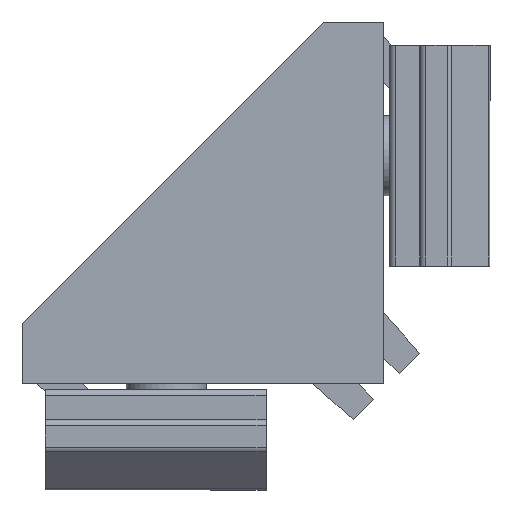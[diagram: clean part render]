
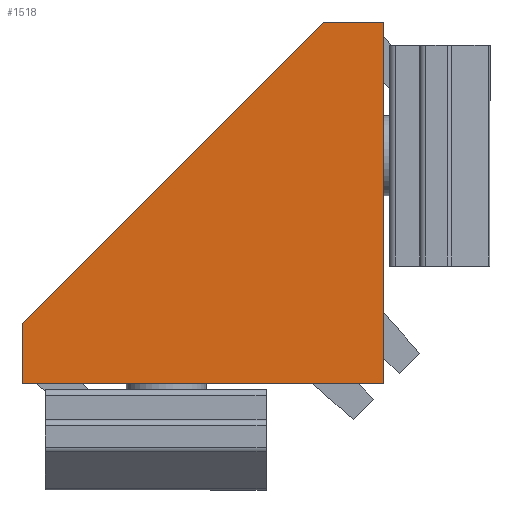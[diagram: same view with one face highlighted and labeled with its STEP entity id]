
A CAD part, front view. The second image highlights one B-rep face of the part: STEP entity #1518.
In plain terms, the highlighted planar face has unit normal (0, -1, 0).
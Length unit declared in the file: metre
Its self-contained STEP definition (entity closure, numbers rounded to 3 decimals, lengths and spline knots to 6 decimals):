
#190=ORIENTED_EDGE('',*,*,#564,.T.);
#191=ORIENTED_EDGE('',*,*,#592,.T.);
#192=ORIENTED_EDGE('',*,*,#595,.T.);
#193=ORIENTED_EDGE('',*,*,#597,.T.);
#194=ORIENTED_EDGE('',*,*,#546,.T.);
#546=EDGE_CURVE('',#758,#757,#899,.T.);
#564=EDGE_CURVE('',#757,#772,#913,.T.);
#592=EDGE_CURVE('',#772,#793,#937,.T.);
#595=EDGE_CURVE('',#793,#794,#940,.T.);
#597=EDGE_CURVE('',#794,#758,#942,.T.);
#757=VERTEX_POINT('',#2270);
#758=VERTEX_POINT('',#2272);
#772=VERTEX_POINT('',#2304);
#793=VERTEX_POINT('',#2357);
#794=VERTEX_POINT('',#2362);
#899=LINE('',#2271,#1063);
#913=LINE('',#2305,#1077);
#937=LINE('',#2358,#1101);
#940=LINE('',#2363,#1104);
#942=LINE('',#2366,#1106);
#1063=VECTOR('',#1810,1.);
#1077=VECTOR('',#1834,1.);
#1101=VECTOR('',#1874,1.);
#1104=VECTOR('',#1879,1.);
#1106=VECTOR('',#1883,1.);
#1235=EDGE_LOOP('',(#190,#191,#192,#193,#194));
#1345=FACE_BOUND('',#1235,.T.);
#1448=PLANE('',#1666);
#1518=ADVANCED_FACE('',(#1345),#1448,.F.);
#1666=AXIS2_PLACEMENT_3D('',#2367,#1884,#1885);
#1810=DIRECTION('',(0.,0.,-1.));
#1834=DIRECTION('',(1.,0.,0.));
#1874=DIRECTION('',(0.,0.,1.));
#1879=DIRECTION('',(-0.707,0.,0.707));
#1883=DIRECTION('',(-1.,0.,0.));
#1884=DIRECTION('',(0.,1.,0.));
#1885=DIRECTION('',(-1.,0.,0.));
#2270=CARTESIAN_POINT('',(0.,-0.009,0.));
#2271=CARTESIAN_POINT('',(0.,-0.009,0.));
#2272=CARTESIAN_POINT('',(0.,-0.009,0.018));
#2304=CARTESIAN_POINT('',(0.018,-0.009,0.));
#2305=CARTESIAN_POINT('',(0.018,-0.009,0.));
#2357=CARTESIAN_POINT('',(0.018,-0.009,0.003));
#2358=CARTESIAN_POINT('',(0.018,-0.009,0.003));
#2362=CARTESIAN_POINT('',(0.003,-0.009,0.018));
#2363=CARTESIAN_POINT('',(0.018,-0.009,0.003));
#2366=CARTESIAN_POINT('',(0.003,-0.009,0.018));
#2367=CARTESIAN_POINT('',(0.,-0.009,0.));
